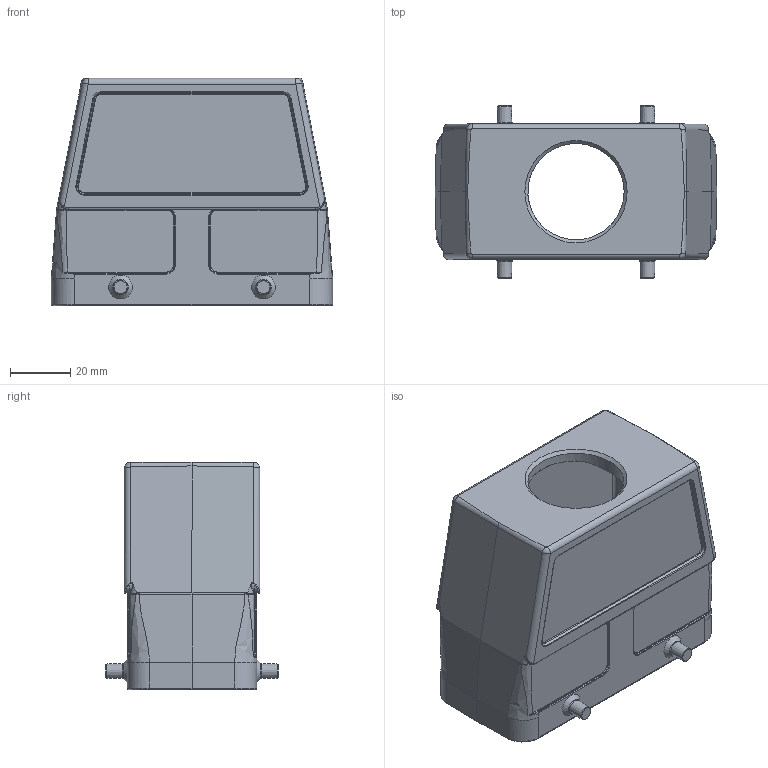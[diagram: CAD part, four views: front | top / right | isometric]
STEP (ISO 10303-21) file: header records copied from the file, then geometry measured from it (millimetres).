
FILE_DESCRIPTION(/* description */ (''),/* implementation_level */ '2;1');
FILE_NAME(/* name */ '100668427ugm000_a.stp',/* time_stamp */ '2016-04-21T10:01:14+02:00',/* author */ (''),/* organization */ (''),/* preprocessor_version */ 'ST-DEVELOPER v16',/* originating_system */ 'SIEMENS PLM Software NX 10.0',/* authorisation */ '');
FILE_SCHEMA (('AUTOMOTIVE_DESIGN { 1 0 10303 214 3 1 1 1 }'));
Length unit declared in the file: millimetre
Products named in the file (1): 100668427ugm000_a
Bounding box: 93.5 x 57.2 x 75.6 mm (x, y, z)
Volume: 80872.3 mm3; surface area: 41722.2 mm2
Topology: 1 solids, 1 shells, 543 faces, 1682 edges, 1495 vertices
Faces by surface type: plane 177, bspline 135, cylinder 130, torus 51, cone 44, sphere 6
Full cylindrical faces by diameter (mm): 3 x4, 32 x1
Entity records: 25984 total; most frequent: CARTESIAN_POINT 8318, ORIENTED_EDGE 2554, DIRECTION 2385, EDGE_CURVE 1277, PRESENTATION_STYLE_ASSIGNMENT 899, AXIS2_PLACEMENT_3D 873, VERTEX_POINT 787, LINE 639
